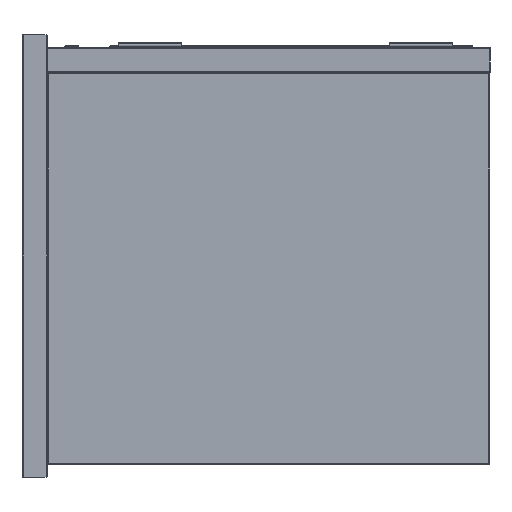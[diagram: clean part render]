
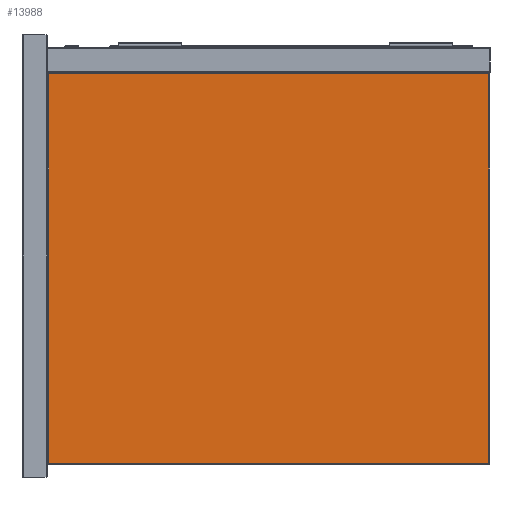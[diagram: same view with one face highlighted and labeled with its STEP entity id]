
A CAD part, left-side view. The second image highlights one B-rep face of the part: STEP entity #13988.
In plain terms, the highlighted planar face has unit normal (-1, 0, 0).
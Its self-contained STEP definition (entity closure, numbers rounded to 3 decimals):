
#10 = PLANE ( 'NONE',  #10958 ) ;
#1858 = CARTESIAN_POINT ( 'NONE',  ( -270., -348., -660. ) ) ;
#2933 = CARTESIAN_POINT ( 'NONE',  ( -270., -350., -660. ) ) ;
#3601 = VECTOR ( 'NONE', #12446, 1000. ) ;
#4176 = CARTESIAN_POINT ( 'NONE',  ( -270., 348., -42. ) ) ;
#4463 = DIRECTION ( 'NONE',  ( 0., -1., 0. ) ) ;
#4878 = ORIENTED_EDGE ( 'NONE', *, *, #33116, .T. ) ;
#5223 = ORIENTED_EDGE ( 'NONE', *, *, #15098, .T. ) ;
#6047 = VECTOR ( 'NONE', #4463, 1000. ) ;
#6636 = VECTOR ( 'NONE', #16258, 1000. ) ;
#8146 = ORIENTED_EDGE ( 'NONE', *, *, #21006, .T. ) ;
#10497 = LINE ( 'NONE', #1858, #3601 ) ;
#10958 = AXIS2_PLACEMENT_3D ( 'NONE', #2933, #26985, #21272 ) ;
#12446 = DIRECTION ( 'NONE',  ( 0., 0., 1. ) ) ;
#12928 = LINE ( 'NONE', #26556, #31288 ) ;
#13515 = LINE ( 'NONE', #24020, #6636 ) ;
#13988 = ADVANCED_FACE ( 'Fl�che7', ( #16449 ), #10, .T. ) ;
#14577 = VERTEX_POINT ( 'NONE', #4176 ) ;
#15098 = EDGE_CURVE ( 'NONE', #28205, #17666, #28188, .T. ) ;
#15389 = ORIENTED_EDGE ( 'NONE', *, *, #16274, .T. ) ;
#15578 = CARTESIAN_POINT ( 'NONE',  ( -270., -350., -658. ) ) ;
#16258 = DIRECTION ( 'NONE',  ( 0., 0., -1. ) ) ;
#16274 = EDGE_CURVE ( 'NONE', #14577, #28205, #13515, .T. ) ;
#16449 = FACE_OUTER_BOUND ( 'NONE', #26545, .T. ) ;
#17264 = VERTEX_POINT ( 'NONE', #25590 ) ;
#17666 = VERTEX_POINT ( 'NONE', #33025 ) ;
#21006 = EDGE_CURVE ( 'NONE', #17666, #17264, #10497, .T. ) ;
#21272 = DIRECTION ( 'NONE',  ( 0., 0., 1. ) ) ;
#24020 = CARTESIAN_POINT ( 'NONE',  ( -270., 348., -660. ) ) ;
#25590 = CARTESIAN_POINT ( 'NONE',  ( -270., -348., -42. ) ) ;
#26545 = EDGE_LOOP ( 'NONE', ( #8146, #4878, #15389, #5223 ) ) ;
#26556 = CARTESIAN_POINT ( 'NONE',  ( -270., 350., -42. ) ) ;
#26985 = DIRECTION ( 'NONE',  ( -1., 0., 0. ) ) ;
#27819 = CARTESIAN_POINT ( 'NONE',  ( -270., 348., -658. ) ) ;
#28188 = LINE ( 'NONE', #15578, #6047 ) ;
#28205 = VERTEX_POINT ( 'NONE', #27819 ) ;
#31288 = VECTOR ( 'NONE', #31425, 1000. ) ;
#31425 = DIRECTION ( 'NONE',  ( 0., 1., 0. ) ) ;
#33025 = CARTESIAN_POINT ( 'NONE',  ( -270., -348., -658. ) ) ;
#33116 = EDGE_CURVE ( 'NONE', #17264, #14577, #12928, .T. ) ;
